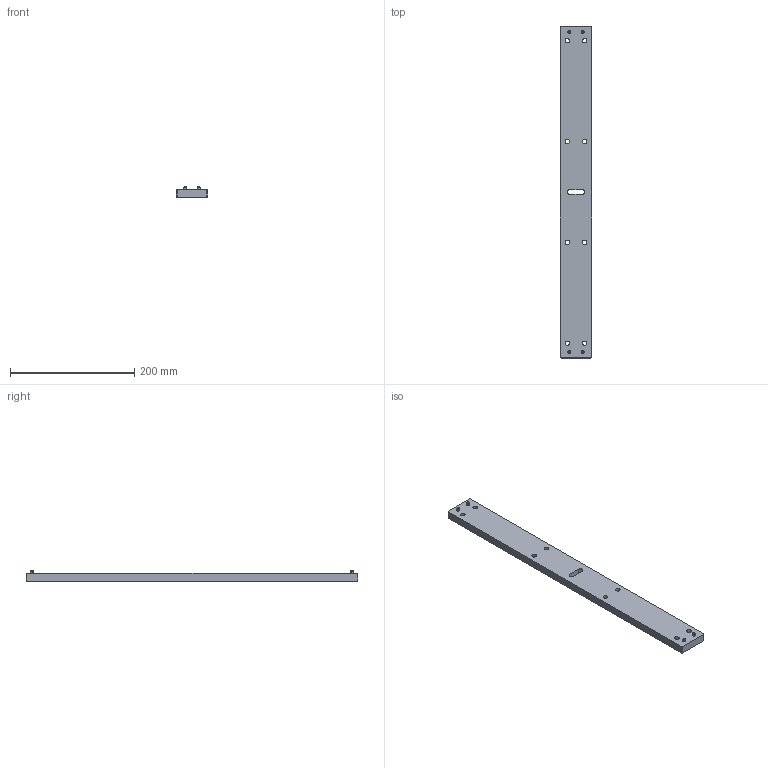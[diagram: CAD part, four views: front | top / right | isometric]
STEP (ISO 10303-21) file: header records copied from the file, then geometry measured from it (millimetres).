
FILE_DESCRIPTION (( 'STEP AP214' ), '1' );
FILE_NAME ('D1201539-v1.STEP', '2012-12-15T01:32:04', ( 'ligo' ), ( '' ), 'SwSTEP 2.0', 'SolidWorks 2012', '' );
FILE_SCHEMA (( 'AUTOMOTIVE_DESIGN' ));
Length unit declared in the file: inch
Products named in the file (1): D1201539-v1
Bounding box: 50.8 x 533.4 x 17.02 mm (x, y, z)
Volume: 337780 mm3; surface area: 72694.8 mm2
Topology: 5 solids, 5 shells, 71 faces, 167 edges, 106 vertices
Faces by surface type: cylinder 35, plane 20, cone 16
Entity records: 2195 total; most frequent: DIRECTION 397, CARTESIAN_POINT 345, ORIENTED_EDGE 334, EDGE_CURVE 167, AXIS2_PLACEMENT_3D 158, VERTEX_POINT 106, EDGE_LOOP 97, CIRCLE 86
